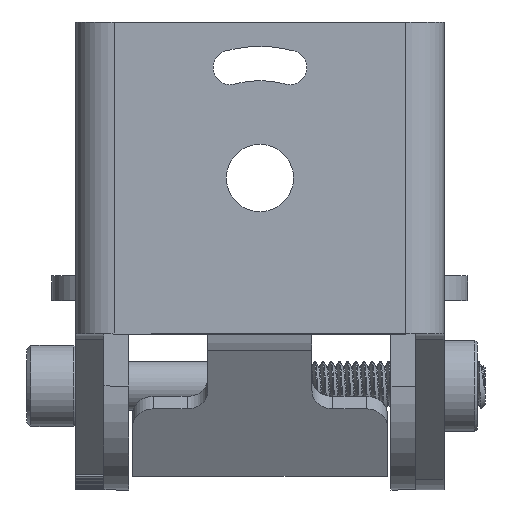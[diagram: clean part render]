
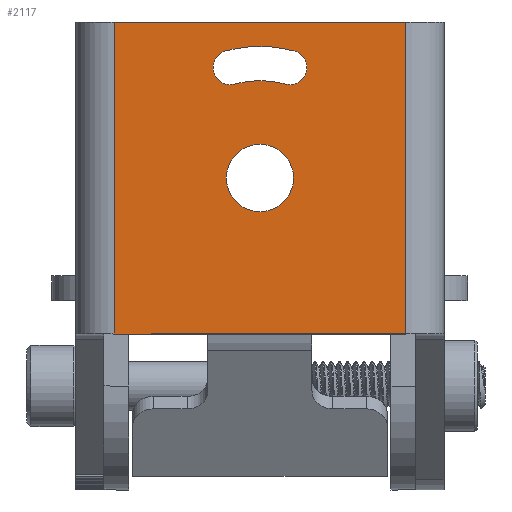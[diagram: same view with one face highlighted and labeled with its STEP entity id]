
A CAD part, front view. The second image highlights one B-rep face of the part: STEP entity #2117.
In plain terms, the highlighted planar face has unit normal (0, -1, 0).
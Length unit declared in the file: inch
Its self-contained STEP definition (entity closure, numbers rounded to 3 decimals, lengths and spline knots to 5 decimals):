
#45 = LINE ( 'NONE', #8001, #5561 ) ;
#55 = ORIENTED_EDGE ( 'NONE', *, *, #18960, .F. ) ;
#220 = VERTEX_POINT ( 'NONE', #11320 ) ;
#658 = VERTEX_POINT ( 'NONE', #6049 ) ;
#1030 = ORIENTED_EDGE ( 'NONE', *, *, #5740, .T. ) ;
#1300 = VERTEX_POINT ( 'NONE', #14428 ) ;
#1365 = ORIENTED_EDGE ( 'NONE', *, *, #3383, .F. ) ;
#1761 = CARTESIAN_POINT ( 'NONE',  ( 0., 0., -0.1615 ) ) ;
#1776 = CIRCLE ( 'NONE', #14306, 0.6325 ) ;
#2115 = ORIENTED_EDGE ( 'NONE', *, *, #18645, .T. ) ;
#2117 = ADVANCED_FACE ( 'NONE', ( #10885, #14248, #2598 ), #14680, .F. ) ;
#2570 = AXIS2_PLACEMENT_3D ( 'NONE', #9224, #20653, #7246 ) ;
#2598 = FACE_OUTER_BOUND ( 'NONE', #19457, .T. ) ;
#2762 = LINE ( 'NONE', #7661, #4279 ) ;
#2791 = DIRECTION ( 'NONE',  ( 0., 1., 0. ) ) ;
#2825 = EDGE_CURVE ( 'NONE', #1300, #658, #45, .T. ) ;
#3136 = VERTEX_POINT ( 'NONE', #6153 ) ;
#3383 = EDGE_CURVE ( 'NONE', #5313, #21164, #1776, .T. ) ;
#4069 = DIRECTION ( 'NONE',  ( 0., 0., 1. ) ) ;
#4279 = VECTOR ( 'NONE', #12578, 39.37008 ) ;
#4329 = DIRECTION ( 'NONE',  ( 0., 0., 1. ) ) ;
#4547 = CARTESIAN_POINT ( 'NONE',  ( 0., 0., 0. ) ) ;
#4726 = DIRECTION ( 'NONE',  ( 0., -1., 0. ) ) ;
#5076 = DIRECTION ( 'NONE',  ( 0., 0., 1. ) ) ;
#5313 = VERTEX_POINT ( 'NONE', #18784 ) ;
#5323 = ORIENTED_EDGE ( 'NONE', *, *, #10257, .F. ) ;
#5478 = CARTESIAN_POINT ( 'NONE',  ( 0., 0., 0. ) ) ;
#5561 = VECTOR ( 'NONE', #9764, 39.37008 ) ;
#5740 = EDGE_CURVE ( 'NONE', #3136, #13266, #21233, .T. ) ;
#5929 = DIRECTION ( 'NONE',  ( 1., 0., 0. ) ) ;
#6034 = CARTESIAN_POINT ( 'NONE',  ( -0.1637, 0., 0.61095 ) ) ;
#6049 = CARTESIAN_POINT ( 'NONE',  ( 0.7, 0., 0.75 ) ) ;
#6153 = CARTESIAN_POINT ( 'NONE',  ( 0., 0., 0.1615 ) ) ;
#6255 = CARTESIAN_POINT ( 'NONE',  ( -0.7, 0., -0.75 ) ) ;
#6269 = EDGE_LOOP ( 'NONE', ( #1030, #2115 ) ) ;
#6646 = AXIS2_PLACEMENT_3D ( 'NONE', #12739, #11105, #4329 ) ;
#6833 = EDGE_CURVE ( 'NONE', #14568, #5313, #6927, .T. ) ;
#6927 = CIRCLE ( 'NONE', #19485, 0.6325 ) ;
#7229 = EDGE_CURVE ( 'NONE', #220, #658, #14226, .T. ) ;
#7246 = DIRECTION ( 'NONE',  ( 0., 0., 1. ) ) ;
#7635 = DIRECTION ( 'NONE',  ( 0., 1., 0. ) ) ;
#7661 = CARTESIAN_POINT ( 'NONE',  ( -0.75, 0., -0.75 ) ) ;
#8001 = CARTESIAN_POINT ( 'NONE',  ( 0.7, 0., -0.75 ) ) ;
#9055 = VECTOR ( 'NONE', #5929, 39.37008 ) ;
#9224 = CARTESIAN_POINT ( 'NONE',  ( 0., 0., 0. ) ) ;
#9225 = DIRECTION ( 'NONE',  ( 0., 0., 1. ) ) ;
#9379 = DIRECTION ( 'NONE',  ( 0., 0., -1. ) ) ;
#9551 = CARTESIAN_POINT ( 'NONE',  ( 0., 0., 0. ) ) ;
#9694 = CARTESIAN_POINT ( 'NONE',  ( 0., 0., 0. ) ) ;
#9764 = DIRECTION ( 'NONE',  ( 0., 0., 1. ) ) ;
#10073 = DIRECTION ( 'NONE',  ( 0., 0., 1. ) ) ;
#10257 = EDGE_CURVE ( 'NONE', #15042, #14465, #21356, .T. ) ;
#10885 = FACE_BOUND ( 'NONE', #14294, .T. ) ;
#10922 = ORIENTED_EDGE ( 'NONE', *, *, #11163, .F. ) ;
#11105 = DIRECTION ( 'NONE',  ( 0., 1., 0. ) ) ;
#11163 = EDGE_CURVE ( 'NONE', #12827, #15042, #17201, .T. ) ;
#11264 = ORIENTED_EDGE ( 'NONE', *, *, #7229, .F. ) ;
#11320 = CARTESIAN_POINT ( 'NONE',  ( -0.7, 0., 0.75 ) ) ;
#11333 = DIRECTION ( 'NONE',  ( 0., -1., 0. ) ) ;
#11441 = DIRECTION ( 'NONE',  ( 0., 0., 1. ) ) ;
#11697 = ORIENTED_EDGE ( 'NONE', *, *, #6833, .F. ) ;
#11840 = AXIS2_PLACEMENT_3D ( 'NONE', #15908, #7635, #14280 ) ;
#12578 = DIRECTION ( 'NONE',  ( -1., 0., 0. ) ) ;
#12739 = CARTESIAN_POINT ( 'NONE',  ( 0., 0., 0. ) ) ;
#12827 = VERTEX_POINT ( 'NONE', #20101 ) ;
#12875 = CIRCLE ( 'NONE', #16682, 0.0825 ) ;
#12932 = ORIENTED_EDGE ( 'NONE', *, *, #14865, .F. ) ;
#13266 = VERTEX_POINT ( 'NONE', #1761 ) ;
#13726 = EDGE_CURVE ( 'NONE', #220, #14542, #16221, .T. ) ;
#13985 = CARTESIAN_POINT ( 'NONE',  ( 0.14235, 0., 0.53126 ) ) ;
#14226 = LINE ( 'NONE', #20874, #9055 ) ;
#14241 = AXIS2_PLACEMENT_3D ( 'NONE', #9551, #2791, #9225 ) ;
#14248 = FACE_BOUND ( 'NONE', #6269, .T. ) ;
#14280 = DIRECTION ( 'NONE',  ( 0., 0., 1. ) ) ;
#14294 = EDGE_LOOP ( 'NONE', ( #10922, #17047, #1365, #11697, #12932, #5323 ) ) ;
#14306 = AXIS2_PLACEMENT_3D ( 'NONE', #5478, #19022, #4069 ) ;
#14428 = CARTESIAN_POINT ( 'NONE',  ( 0.7, 0., -0.75 ) ) ;
#14465 = VERTEX_POINT ( 'NONE', #15080 ) ;
#14483 = CARTESIAN_POINT ( 'NONE',  ( -0.7, 0., 0.75 ) ) ;
#14542 = VERTEX_POINT ( 'NONE', #6255 ) ;
#14568 = VERTEX_POINT ( 'NONE', #19577 ) ;
#14680 = PLANE ( 'NONE',  #6646 ) ;
#14821 = CIRCLE ( 'NONE', #19001, 0.0825 ) ;
#14865 = EDGE_CURVE ( 'NONE', #14465, #14568, #14821, .T. ) ;
#15042 = VERTEX_POINT ( 'NONE', #19757 ) ;
#15080 = CARTESIAN_POINT ( 'NONE',  ( 0.121, 0., 0.45157 ) ) ;
#15268 = CIRCLE ( 'NONE', #14241, 0.1615 ) ;
#15908 = CARTESIAN_POINT ( 'NONE',  ( 0., 0., 0. ) ) ;
#16221 = LINE ( 'NONE', #14483, #21374 ) ;
#16682 = AXIS2_PLACEMENT_3D ( 'NONE', #19982, #4726, #10073 ) ;
#17047 = ORIENTED_EDGE ( 'NONE', *, *, #18722, .F. ) ;
#17201 = CIRCLE ( 'NONE', #18594, 0.4675 ) ;
#18499 = ORIENTED_EDGE ( 'NONE', *, *, #2825, .T. ) ;
#18594 = AXIS2_PLACEMENT_3D ( 'NONE', #4547, #19498, #11441 ) ;
#18645 = EDGE_CURVE ( 'NONE', #13266, #3136, #15268, .T. ) ;
#18722 = EDGE_CURVE ( 'NONE', #21164, #12827, #12875, .T. ) ;
#18784 = CARTESIAN_POINT ( 'NONE',  ( 0., 0., 0.6325 ) ) ;
#18960 = EDGE_CURVE ( 'NONE', #1300, #14542, #2762, .T. ) ;
#19001 = AXIS2_PLACEMENT_3D ( 'NONE', #13985, #19016, #20636 ) ;
#19016 = DIRECTION ( 'NONE',  ( 0., -1., 0. ) ) ;
#19022 = DIRECTION ( 'NONE',  ( 0., -1., 0. ) ) ;
#19457 = EDGE_LOOP ( 'NONE', ( #18499, #11264, #20132, #55 ) ) ;
#19485 = AXIS2_PLACEMENT_3D ( 'NONE', #9694, #11333, #5076 ) ;
#19498 = DIRECTION ( 'NONE',  ( 0., 1., 0. ) ) ;
#19577 = CARTESIAN_POINT ( 'NONE',  ( 0.1637, 0., 0.61095 ) ) ;
#19757 = CARTESIAN_POINT ( 'NONE',  ( 0., 0., 0.4675 ) ) ;
#19982 = CARTESIAN_POINT ( 'NONE',  ( -0.14235, 0., 0.53126 ) ) ;
#20101 = CARTESIAN_POINT ( 'NONE',  ( -0.121, 0., 0.45157 ) ) ;
#20132 = ORIENTED_EDGE ( 'NONE', *, *, #13726, .T. ) ;
#20636 = DIRECTION ( 'NONE',  ( 0., 0., 1. ) ) ;
#20653 = DIRECTION ( 'NONE',  ( 0., 1., 0. ) ) ;
#20874 = CARTESIAN_POINT ( 'NONE',  ( -0.75, 0., 0.75 ) ) ;
#21164 = VERTEX_POINT ( 'NONE', #6034 ) ;
#21233 = CIRCLE ( 'NONE', #11840, 0.1615 ) ;
#21356 = CIRCLE ( 'NONE', #2570, 0.4675 ) ;
#21374 = VECTOR ( 'NONE', #9379, 39.37008 ) ;
